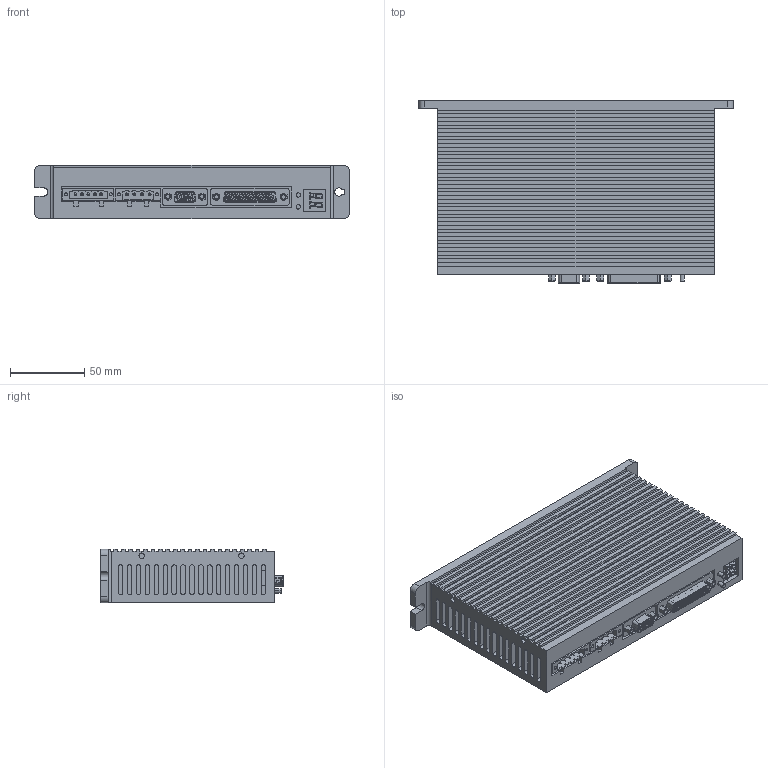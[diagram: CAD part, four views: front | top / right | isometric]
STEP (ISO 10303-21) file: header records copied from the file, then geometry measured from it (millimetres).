
FILE_DESCRIPTION((''),'2;1');
FILE_NAME('PRT0001','2017-07-28T',('Lucifer'),(''),'PRO/ENGINEER BY PARAMETRIC TECHNOLOGY CORPORATION, 2010280','PRO/ENGINEER BY PARAMETRIC TECHNOLOGY CORPORATION, 2010280','');
FILE_SCHEMA(('CONFIG_CONTROL_DESIGN'));
Length unit declared in the file: millimetre
Products named in the file (1): PRT0001
Bounding box: 212 x 123 x 36 mm (x, y, z)
Volume: 755939.5 mm3; surface area: 98370.9 mm2
Topology: 1 solids, 1 shells, 876 faces, 2211 edges, 1594 vertices
Faces by surface type: plane 558, cylinder 310, torus 8
Entity records: 26104 total; most frequent: CARTESIAN_POINT 4602, DIRECTION 4523, ORIENTED_EDGE 4224, EDGE_CURVE 2112, VECTOR 1601, LINE 1601, AXIS2_PLACEMENT_3D 1461, VERTEX_POINT 1396
